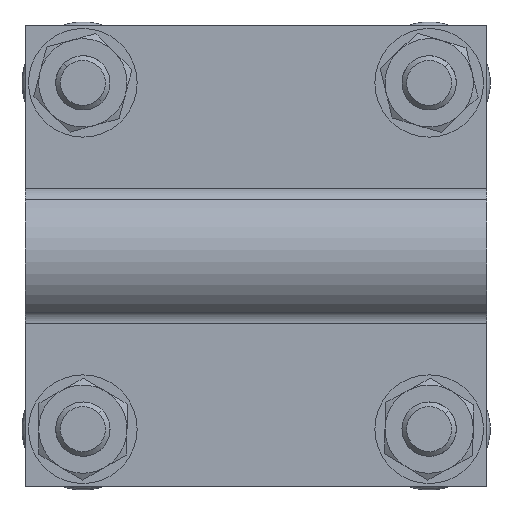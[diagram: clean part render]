
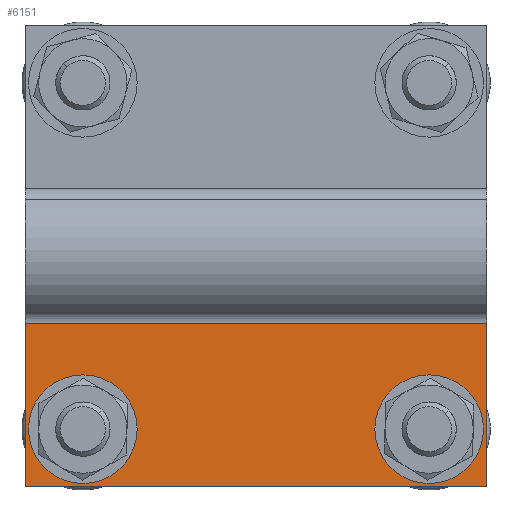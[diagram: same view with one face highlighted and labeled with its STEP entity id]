
A CAD part, front view. The second image highlights one B-rep face of the part: STEP entity #6151.
In plain terms, the highlighted face is planar.
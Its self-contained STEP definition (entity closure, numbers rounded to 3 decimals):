
#38 = CARTESIAN_POINT ( 'NONE',  ( -21.25, 2., 29.75 ) ) ;
#378 = AXIS2_PLACEMENT_3D ( 'NONE', #5948, #1668, #2207 ) ;
#517 = CARTESIAN_POINT ( 'NONE',  ( -29.75, 2., -34. ) ) ;
#561 = CARTESIAN_POINT ( 'NONE',  ( -21.25, 2., -29.75 ) ) ;
#687 = EDGE_CURVE ( 'NONE', #755, #7852, #3580, .T. ) ;
#726 = VERTEX_POINT ( 'NONE', #1067 ) ;
#755 = VERTEX_POINT ( 'NONE', #38 ) ;
#831 = VECTOR ( 'NONE', #9422, 1000. ) ;
#906 = ORIENTED_EDGE ( 'NONE', *, *, #1391, .T. ) ;
#1000 = EDGE_CURVE ( 'NONE', #9383, #3661, #1969, .T. ) ;
#1037 = DIRECTION ( 'NONE',  ( -1., 0., 0. ) ) ;
#1067 = CARTESIAN_POINT ( 'NONE',  ( -9.887, 2., -34. ) ) ;
#1184 = VECTOR ( 'NONE', #6404, 1000. ) ;
#1317 = ORIENTED_EDGE ( 'NONE', *, *, #6597, .T. ) ;
#1391 = EDGE_CURVE ( 'NONE', #5413, #7169, #2829, .T. ) ;
#1548 = CARTESIAN_POINT ( 'NONE',  ( -21.25, 2., -34. ) ) ;
#1668 = DIRECTION ( 'NONE',  ( 0., 1., 0. ) ) ;
#1669 = CARTESIAN_POINT ( 'NONE',  ( -29.75, 2., -29.75 ) ) ;
#1763 = VECTOR ( 'NONE', #6074, 1000. ) ;
#1804 = LINE ( 'NONE', #5501, #5307 ) ;
#1851 = CARTESIAN_POINT ( 'NONE',  ( -7.6, 2., 34. ) ) ;
#1899 = ORIENTED_EDGE ( 'NONE', *, *, #8115, .T. ) ;
#1913 = CARTESIAN_POINT ( 'NONE',  ( -9.887, 2., -34. ) ) ;
#1969 = LINE ( 'NONE', #517, #7326 ) ;
#2002 = EDGE_CURVE ( 'NONE', #726, #7590, #9209, .T. ) ;
#2207 = DIRECTION ( 'NONE',  ( -1., 0., 0. ) ) ;
#2326 = DIRECTION ( 'NONE',  ( 0., 0., -1. ) ) ;
#2330 = VERTEX_POINT ( 'NONE', #6777 ) ;
#2345 = CARTESIAN_POINT ( 'NONE',  ( -9.887, 2., 34. ) ) ;
#2589 = LINE ( 'NONE', #1851, #4695 ) ;
#2597 = ORIENTED_EDGE ( 'NONE', *, *, #8511, .T. ) ;
#2717 = VECTOR ( 'NONE', #5827, 1000. ) ;
#2829 = LINE ( 'NONE', #7242, #1184 ) ;
#3040 = FACE_OUTER_BOUND ( 'NONE', #6569, .T. ) ;
#3086 = ORIENTED_EDGE ( 'NONE', *, *, #6632, .F. ) ;
#3175 = EDGE_CURVE ( 'NONE', #7169, #755, #5923, .T. ) ;
#3334 = CARTESIAN_POINT ( 'NONE',  ( -21.25, 2., -34. ) ) ;
#3345 = CARTESIAN_POINT ( 'NONE',  ( -29.75, 2., -21.25 ) ) ;
#3568 = CARTESIAN_POINT ( 'NONE',  ( -29.75, 2., 21.25 ) ) ;
#3580 = LINE ( 'NONE', #8648, #9002 ) ;
#3661 = VERTEX_POINT ( 'NONE', #1669 ) ;
#3675 = CARTESIAN_POINT ( 'NONE',  ( -21.25, 2., 21.25 ) ) ;
#3759 = CARTESIAN_POINT ( 'NONE',  ( -21.25, 2., -21.25 ) ) ;
#4024 = EDGE_LOOP ( 'NONE', ( #8968, #2597, #906, #8176 ) ) ;
#4147 = DIRECTION ( 'NONE',  ( 0., 0., -1. ) ) ;
#4287 = ORIENTED_EDGE ( 'NONE', *, *, #7818, .T. ) ;
#4342 = EDGE_CURVE ( 'NONE', #7096, #2330, #4659, .T. ) ;
#4401 = CARTESIAN_POINT ( 'NONE',  ( -29.75, 2., -34. ) ) ;
#4659 = LINE ( 'NONE', #6213, #1763 ) ;
#4695 = VECTOR ( 'NONE', #1037, 1000. ) ;
#4915 = DIRECTION ( 'NONE',  ( -1., 0., 0. ) ) ;
#5280 = VERTEX_POINT ( 'NONE', #561 ) ;
#5307 = VECTOR ( 'NONE', #6812, 1000. ) ;
#5413 = VERTEX_POINT ( 'NONE', #3568 ) ;
#5501 = CARTESIAN_POINT ( 'NONE',  ( -7.6, 2., -29.75 ) ) ;
#5580 = VECTOR ( 'NONE', #6929, 1000. ) ;
#5821 = EDGE_CURVE ( 'NONE', #5280, #8997, #6973, .T. ) ;
#5827 = DIRECTION ( 'NONE',  ( -1., 0., 0. ) ) ;
#5908 = CARTESIAN_POINT ( 'NONE',  ( -34., 2., -34. ) ) ;
#5923 = LINE ( 'NONE', #1548, #831 ) ;
#5948 = CARTESIAN_POINT ( 'NONE',  ( -7.6, 2., -34. ) ) ;
#5961 = LINE ( 'NONE', #4401, #8222 ) ;
#5976 = PLANE ( 'NONE',  #378 ) ;
#6074 = DIRECTION ( 'NONE',  ( 0., 0., 1. ) ) ;
#6105 = ORIENTED_EDGE ( 'NONE', *, *, #4342, .T. ) ;
#6151 = ADVANCED_FACE ( 'NONE', ( #3040, #6726, #6576 ), #5976, .T. ) ;
#6213 = CARTESIAN_POINT ( 'NONE',  ( -34., 2., -34. ) ) ;
#6236 = DIRECTION ( 'NONE',  ( 0., 0., 1. ) ) ;
#6404 = DIRECTION ( 'NONE',  ( 1., 0., 0. ) ) ;
#6553 = LINE ( 'NONE', #9482, #2717 ) ;
#6569 = EDGE_LOOP ( 'NONE', ( #3086, #9340, #1899, #6105 ) ) ;
#6576 = FACE_BOUND ( 'NONE', #8813, .T. ) ;
#6597 = EDGE_CURVE ( 'NONE', #8997, #9383, #7621, .T. ) ;
#6598 = ORIENTED_EDGE ( 'NONE', *, *, #1000, .T. ) ;
#6632 = EDGE_CURVE ( 'NONE', #7590, #2330, #2589, .T. ) ;
#6726 = FACE_BOUND ( 'NONE', #4024, .T. ) ;
#6777 = CARTESIAN_POINT ( 'NONE',  ( -34., 2., 34. ) ) ;
#6812 = DIRECTION ( 'NONE',  ( 1., 0., 0. ) ) ;
#6929 = DIRECTION ( 'NONE',  ( 0., 0., 1. ) ) ;
#6955 = DIRECTION ( 'NONE',  ( -1., 0., 0. ) ) ;
#6973 = LINE ( 'NONE', #3334, #7439 ) ;
#7096 = VERTEX_POINT ( 'NONE', #5908 ) ;
#7169 = VERTEX_POINT ( 'NONE', #3675 ) ;
#7242 = CARTESIAN_POINT ( 'NONE',  ( -7.6, 2., 21.25 ) ) ;
#7326 = VECTOR ( 'NONE', #4147, 1000. ) ;
#7372 = ORIENTED_EDGE ( 'NONE', *, *, #5821, .T. ) ;
#7439 = VECTOR ( 'NONE', #6236, 1000. ) ;
#7590 = VERTEX_POINT ( 'NONE', #2345 ) ;
#7621 = LINE ( 'NONE', #9052, #8969 ) ;
#7818 = EDGE_CURVE ( 'NONE', #3661, #5280, #1804, .T. ) ;
#7852 = VERTEX_POINT ( 'NONE', #9004 ) ;
#8115 = EDGE_CURVE ( 'NONE', #726, #7096, #6553, .T. ) ;
#8176 = ORIENTED_EDGE ( 'NONE', *, *, #3175, .T. ) ;
#8222 = VECTOR ( 'NONE', #2326, 1000. ) ;
#8511 = EDGE_CURVE ( 'NONE', #7852, #5413, #5961, .T. ) ;
#8648 = CARTESIAN_POINT ( 'NONE',  ( -7.6, 2., 29.75 ) ) ;
#8813 = EDGE_LOOP ( 'NONE', ( #7372, #1317, #6598, #4287 ) ) ;
#8968 = ORIENTED_EDGE ( 'NONE', *, *, #687, .T. ) ;
#8969 = VECTOR ( 'NONE', #6955, 1000. ) ;
#8997 = VERTEX_POINT ( 'NONE', #3759 ) ;
#9002 = VECTOR ( 'NONE', #4915, 1000. ) ;
#9004 = CARTESIAN_POINT ( 'NONE',  ( -29.75, 2., 29.75 ) ) ;
#9052 = CARTESIAN_POINT ( 'NONE',  ( -7.6, 2., -21.25 ) ) ;
#9209 = LINE ( 'NONE', #1913, #5580 ) ;
#9340 = ORIENTED_EDGE ( 'NONE', *, *, #2002, .F. ) ;
#9383 = VERTEX_POINT ( 'NONE', #3345 ) ;
#9422 = DIRECTION ( 'NONE',  ( 0., 0., 1. ) ) ;
#9482 = CARTESIAN_POINT ( 'NONE',  ( -7.6, 2., -34. ) ) ;
